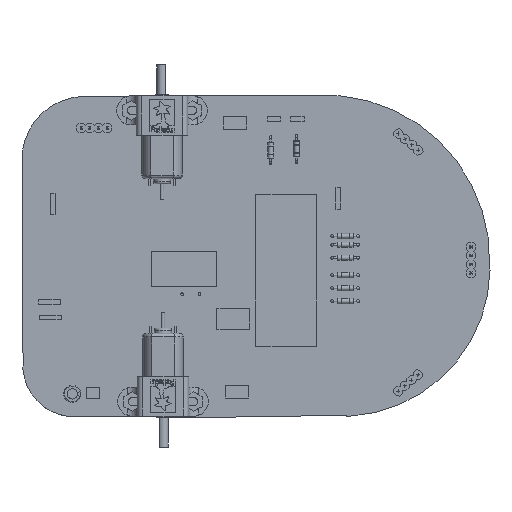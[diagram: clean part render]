
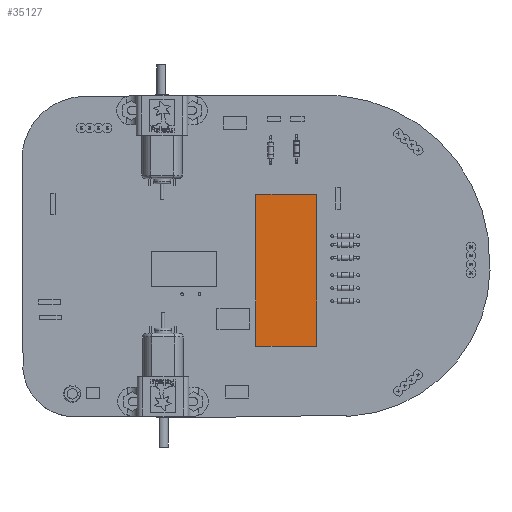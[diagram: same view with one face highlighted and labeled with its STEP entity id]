
A CAD part, top view. The second image highlights one B-rep face of the part: STEP entity #35127.
In plain terms, the highlighted planar face has unit normal (0, 0, 1).
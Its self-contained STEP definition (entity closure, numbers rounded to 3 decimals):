
#4984=LINE('',#54067,#9093);
#4987=LINE('',#54073,#9096);
#4990=LINE('',#54079,#9099);
#4993=LINE('',#54083,#9102);
#9093=VECTOR('',#44211,10.);
#9096=VECTOR('',#44216,10.);
#9099=VECTOR('',#44221,10.);
#9102=VECTOR('',#44226,10.);
#11631=FACE_OUTER_BOUND('',#13659,.T.);
#13659=EDGE_LOOP('',(#29410,#29411,#29412,#29413));
#17186=VERTEX_POINT('',#54064);
#17187=VERTEX_POINT('',#54066);
#17189=VERTEX_POINT('',#54072);
#17191=VERTEX_POINT('',#54078);
#21396=EDGE_CURVE('',#17187,#17186,#4984,.T.);
#21399=EDGE_CURVE('',#17189,#17187,#4987,.T.);
#21402=EDGE_CURVE('',#17191,#17189,#4990,.T.);
#21405=EDGE_CURVE('',#17186,#17191,#4993,.T.);
#29410=ORIENTED_EDGE('',*,*,#21405,.T.);
#29411=ORIENTED_EDGE('',*,*,#21402,.T.);
#29412=ORIENTED_EDGE('',*,*,#21399,.T.);
#29413=ORIENTED_EDGE('',*,*,#21396,.T.);
#33491=PLANE('',#37462);
#35127=ADVANCED_FACE('',(#11631),#33491,.T.);
#37462=AXIS2_PLACEMENT_3D('',#54084,#44227,#44228);
#44211=DIRECTION('',(0.,-1.,0.));
#44216=DIRECTION('',(-1.,0.,0.));
#44221=DIRECTION('',(0.,1.,0.));
#44226=DIRECTION('',(1.,0.,0.));
#44227=DIRECTION('center_axis',(0.,0.,1.));
#44228=DIRECTION('ref_axis',(0.,1.,0.));
#54064=CARTESIAN_POINT('',(68.072,18.669,1.67));
#54066=CARTESIAN_POINT('',(68.072,63.119,1.67));
#54067=CARTESIAN_POINT('',(68.072,63.119,1.67));
#54072=CARTESIAN_POINT('',(85.852,63.119,1.67));
#54073=CARTESIAN_POINT('',(85.852,63.119,1.67));
#54078=CARTESIAN_POINT('',(85.852,18.669,1.67));
#54079=CARTESIAN_POINT('',(85.852,18.669,1.67));
#54083=CARTESIAN_POINT('',(68.072,18.669,1.67));
#54084=CARTESIAN_POINT('Origin',(76.962,40.894,1.67));
